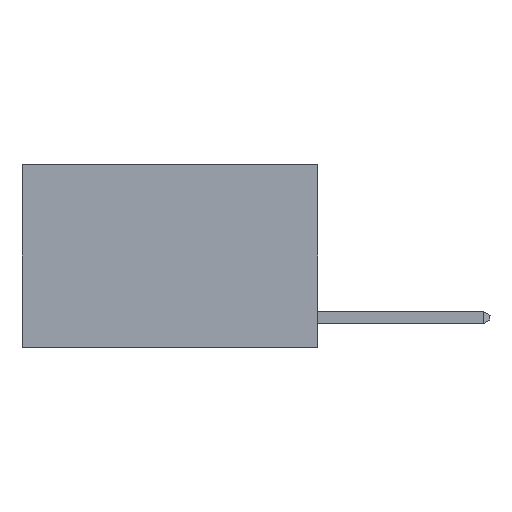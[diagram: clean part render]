
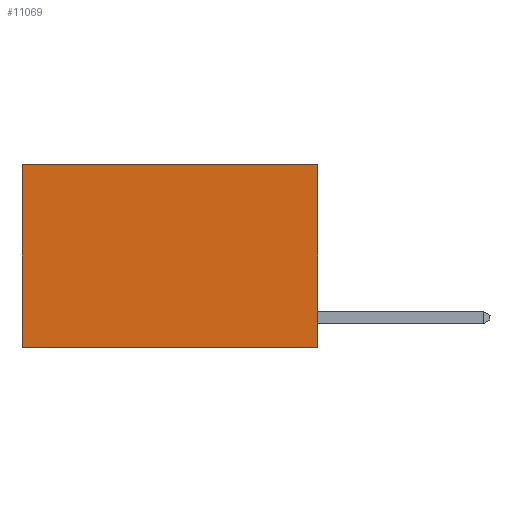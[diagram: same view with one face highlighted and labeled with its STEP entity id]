
A CAD part, left-side view. The second image highlights one B-rep face of the part: STEP entity #11069.
In plain terms, the highlighted planar face has unit normal (-1, 0, 0).
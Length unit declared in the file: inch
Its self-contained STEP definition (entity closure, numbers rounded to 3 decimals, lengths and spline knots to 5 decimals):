
#894 = CARTESIAN_POINT ( 'NONE',  ( 0.2625, 0.6, 0. ) ) ;
#1236 = CARTESIAN_POINT ( 'NONE',  ( 0.2625, 0., -0.37 ) ) ;
#1300 = ORIENTED_EDGE ( 'NONE', *, *, #9285, .F. ) ;
#1401 = CARTESIAN_POINT ( 'NONE',  ( 0.2625, 0., 0. ) ) ;
#1438 = PLANE ( 'NONE',  #10455 ) ;
#1758 = VERTEX_POINT ( 'NONE', #6456 ) ;
#1779 = LINE ( 'NONE', #4520, #4060 ) ;
#3079 = EDGE_LOOP ( 'NONE', ( #4218, #1300, #11403, #7105 ) ) ;
#3304 = VECTOR ( 'NONE', #7421, 39.37008 ) ;
#3536 = DIRECTION ( 'NONE',  ( 0., 0., -1. ) ) ;
#4060 = VECTOR ( 'NONE', #3536, 39.37008 ) ;
#4218 = ORIENTED_EDGE ( 'NONE', *, *, #7963, .T. ) ;
#4520 = CARTESIAN_POINT ( 'NONE',  ( 0.2625, 0.6, 0. ) ) ;
#5116 = CARTESIAN_POINT ( 'NONE',  ( 0.2625, 0., 0. ) ) ;
#5460 = DIRECTION ( 'NONE',  ( 0., 0., -1. ) ) ;
#6137 = DIRECTION ( 'NONE',  ( 0., 1., 0. ) ) ;
#6456 = CARTESIAN_POINT ( 'NONE',  ( 0.2625, 0.6, -0.37 ) ) ;
#6731 = DIRECTION ( 'NONE',  ( 0., 0., -1. ) ) ;
#6799 = CARTESIAN_POINT ( 'NONE',  ( 0.2625, 0., -0.37 ) ) ;
#7003 = VERTEX_POINT ( 'NONE', #6799 ) ;
#7105 = ORIENTED_EDGE ( 'NONE', *, *, #10569, .T. ) ;
#7186 = CARTESIAN_POINT ( 'NONE',  ( 0.2625, 0., 0. ) ) ;
#7292 = LINE ( 'NONE', #7186, #10110 ) ;
#7421 = DIRECTION ( 'NONE',  ( 0., 1., 0. ) ) ;
#7633 = DIRECTION ( 'NONE',  ( 1., 0., 0. ) ) ;
#7963 = EDGE_CURVE ( 'NONE', #8743, #1758, #1779, .T. ) ;
#8125 = VECTOR ( 'NONE', #6137, 39.37008 ) ;
#8743 = VERTEX_POINT ( 'NONE', #894 ) ;
#9144 = FACE_OUTER_BOUND ( 'NONE', #3079, .T. ) ;
#9285 = EDGE_CURVE ( 'NONE', #7003, #1758, #11669, .T. ) ;
#9706 = CARTESIAN_POINT ( 'NONE',  ( 0.2625, 0., 0. ) ) ;
#9839 = VERTEX_POINT ( 'NONE', #5116 ) ;
#10110 = VECTOR ( 'NONE', #5460, 39.37008 ) ;
#10249 = EDGE_CURVE ( 'NONE', #9839, #7003, #7292, .T. ) ;
#10455 = AXIS2_PLACEMENT_3D ( 'NONE', #1401, #7633, #6731 ) ;
#10551 = LINE ( 'NONE', #9706, #8125 ) ;
#10569 = EDGE_CURVE ( 'NONE', #9839, #8743, #10551, .T. ) ;
#11069 = ADVANCED_FACE ( 'NONE', ( #9144 ), #1438, .F. ) ;
#11403 = ORIENTED_EDGE ( 'NONE', *, *, #10249, .F. ) ;
#11669 = LINE ( 'NONE', #1236, #3304 ) ;
